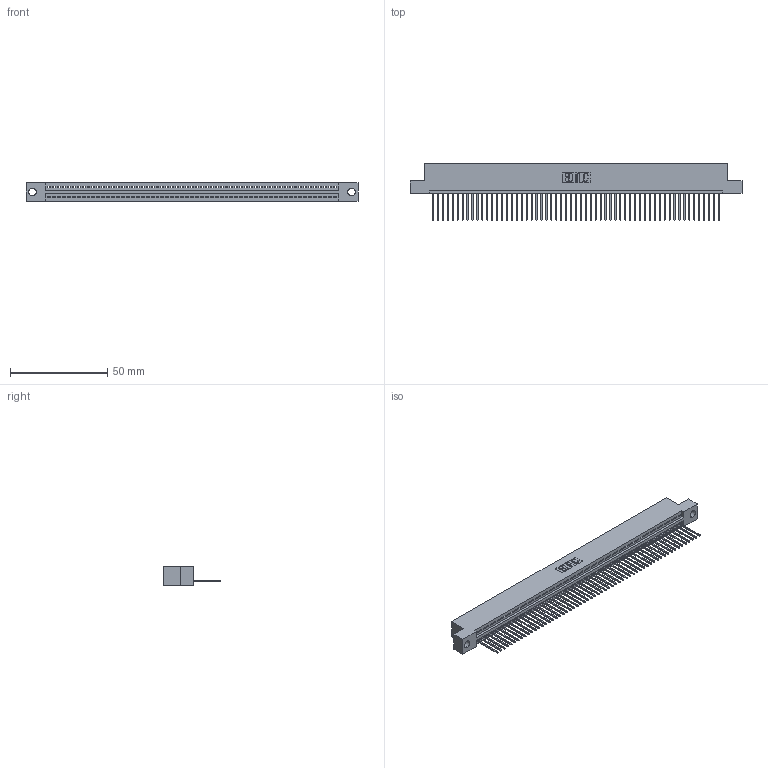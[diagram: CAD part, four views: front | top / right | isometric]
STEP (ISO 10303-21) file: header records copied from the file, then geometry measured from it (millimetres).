
FILE_DESCRIPTION (( 'STEP AP203' ), '1' );
FILE_NAME ('395-059-540-104.STEP', '2018-11-23T08:05:12', ( '' ), ( '' ), 'SwSTEP 2.0', 'SolidWorks 2016', '' );
FILE_SCHEMA (( 'CONFIG_CONTROL_DESIGN' ));
Length unit declared in the file: inch
Products named in the file (3): 395-059-540-104; 345-292-001_345-293-140; 345 Part_Flush Mounting Lugs - 0.156 Dia-TH
Assembly tree (60 placements, depth 2):
  395-059-540-104
    345 Part_Flush Mounting Lugs - 0.156 Dia-TH
    345-292-001_345-293-140  x59
Bounding box: 171.07 x 29.13 x 9.4 mm (x, y, z)
Volume: 16379.6 mm3; surface area: 22381.7 mm2
Topology: 60 solids, 60 shells, 3548 faces, 10725 edges, 7070 vertices
Faces by surface type: plane 2440, cylinder 1108
Entity records: 42137 total; most frequent: CARTESIAN_POINT 7305, ORIENTED_EDGE 7298, DIRECTION 6355, EDGE_CURVE 3649, LINE 3281, VECTOR 3281, VERTEX_POINT 2430, AXIS2_PLACEMENT_3D 1537
